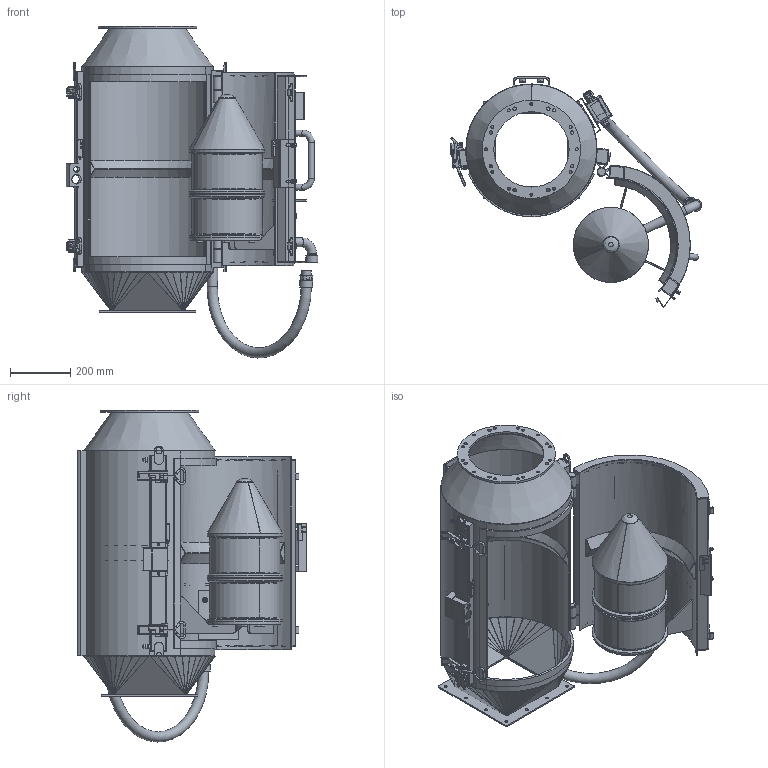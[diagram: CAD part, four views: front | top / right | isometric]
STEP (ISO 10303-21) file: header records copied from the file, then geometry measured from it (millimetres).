
FILE_DESCRIPTION(/* description */ (''),/* implementation_level */ '2;1');
FILE_NAME(/* name */ 'SPEE000063 - Customer.stp',/* time_stamp */ '2014-02-18T08:17:50+01:00',/* author */ ('bs'),/* organization */ (''),/* preprocessor_version */ 'ST-DEVELOPER v15.2',/* originating_system */ 'Autodesk Inventor 2014',/* authorisation */ '');
FILE_SCHEMA (('AUTOMOTIVE_DESIGN { 1 0 10303 214 3 1 1 }'));
Length unit declared in the file: millimetre
Products named in the file (1): SPEE000063 - Customer
Bounding box: 835.22 x 762.27 x 1100.96 mm (x, y, z)
Volume: 10355603.3 mm3; surface area: 5741837.6 mm2
Topology: 34 solids, 36 shells, 5417 faces, 13849 edges, 8870 vertices
Faces by surface type: plane 3090, bspline 1267, cylinder 729, cone 280, torus 47, sphere 4
Full cylindrical faces by diameter (mm): 2.459 x2, 3 x4, 3.242 x17, 3.3 x2, 3.5 x8, 4 x9, 4.134 x2, 6 x4, 6.3 x2, 6.647 x3, 7 x12, 7.323 x3, 7.4 x4, 8 x12, 8.1 x2, 8.376 x3, 9 x15, 9.188 x4, 10 x39, 10.3 x2, 11.5 x12, 12 x13, 13 x5, 14 x2, 15 x15, 15.4 x4, 16 x6, 16.5 x1, 17 x2, 18 x2
Entity records: 196542 total; most frequent: CARTESIAN_POINT 69913, ORIENTED_EDGE 26692, DIRECTION 20974, EDGE_CURVE 13299, VERTEX_POINT 8739, LINE 8530, VECTOR 8530, EDGE_LOOP 6491
